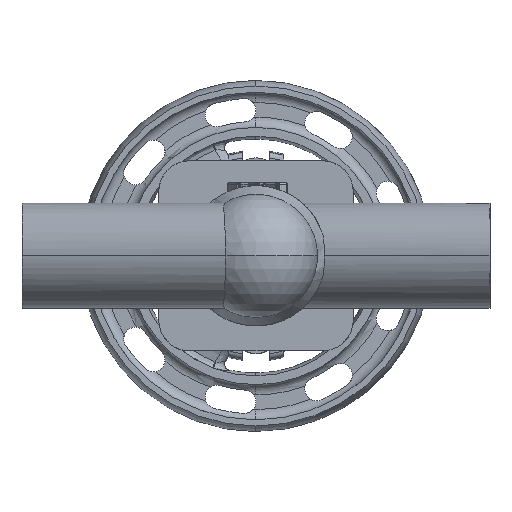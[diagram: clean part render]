
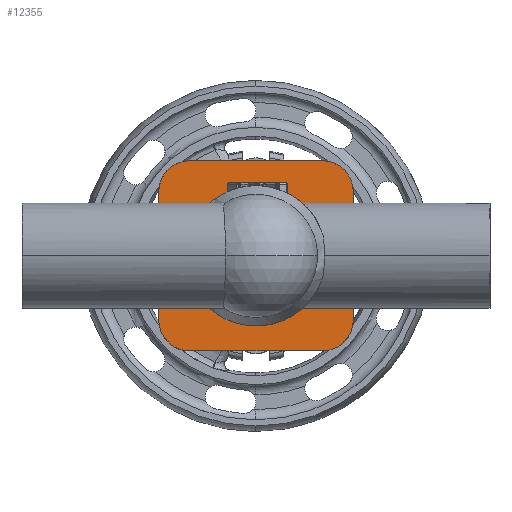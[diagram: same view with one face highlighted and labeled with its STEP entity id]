
A CAD part, front view. The second image highlights one B-rep face of the part: STEP entity #12355.
In plain terms, the highlighted planar face has unit normal (0, -1, 0).
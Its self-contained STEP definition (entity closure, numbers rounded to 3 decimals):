
#92 = LINE ( 'NONE', #22711, #13090 ) ;
#261 = VECTOR ( 'NONE', #24531, 1000. ) ;
#466 = ORIENTED_EDGE ( 'NONE', *, *, #6915, .T. ) ;
#549 = ORIENTED_EDGE ( 'NONE', *, *, #1777, .F. ) ;
#721 = DIRECTION ( 'NONE',  ( 1., 0., 0. ) ) ;
#961 = AXIS2_PLACEMENT_3D ( 'NONE', #10671, #28844, #13277 ) ;
#994 = CARTESIAN_POINT ( 'NONE',  ( 34.396, 30., 5.388 ) ) ;
#1069 =( BOUNDED_CURVE ( )  B_SPLINE_CURVE ( 3, ( #17247, #27714, #12171, #30348 ),
 .UNSPECIFIED., .F., .F. ) 
 B_SPLINE_CURVE_WITH_KNOTS ( ( 4, 4 ),
 ( 3.446, 3.847 ),
 .UNSPECIFIED. ) 
 CURVE ( )  GEOMETRIC_REPRESENTATION_ITEM ( )  RATIONAL_B_SPLINE_CURVE ( ( 1., 0.987, 0.987, 1. ) ) 
 REPRESENTATION_ITEM ( '' )  );
#1777 = EDGE_CURVE ( 'NONE', #20707, #23787, #7118, .T. ) ;
#1891 = CIRCLE ( 'NONE', #11091, 10.5 ) ;
#2229 = CARTESIAN_POINT ( 'NONE',  ( 22.709, 30., -22. ) ) ;
#2601 = AXIS2_PLACEMENT_3D ( 'NONE', #14920, #33090, #17496 ) ;
#3277 = ORIENTED_EDGE ( 'NONE', *, *, #27358, .F. ) ;
#3312 = VERTEX_POINT ( 'NONE', #25554 ) ;
#3440 = CARTESIAN_POINT ( 'NONE',  ( -34.773, 30., 0. ) ) ;
#3842 = VECTOR ( 'NONE', #28965, 1000. ) ;
#4462 = EDGE_CURVE ( 'NONE', #9172, #12521, #12579, .T. ) ;
#4800 = DIRECTION ( 'NONE',  ( 1., 0., 0. ) ) ;
#4994 = CARTESIAN_POINT ( 'NONE',  ( 0., 30., 0. ) ) ;
#6782 = CIRCLE ( 'NONE', #7796, 10.5 ) ;
#6915 = EDGE_CURVE ( 'NONE', #27029, #23787, #17652, .T. ) ;
#7118 = LINE ( 'NONE', #16723, #261 ) ;
#7598 = DIRECTION ( 'NONE',  ( 1., 0., 0. ) ) ;
#7796 = AXIS2_PLACEMENT_3D ( 'NONE', #30407, #14848, #33020 ) ;
#8025 = EDGE_CURVE ( 'NONE', #12521, #8042, #19843, .T. ) ;
#8042 = VERTEX_POINT ( 'NONE', #994 ) ;
#8091 = DIRECTION ( 'NONE',  ( -0.07, 0., 0.998 ) ) ;
#8206 = EDGE_CURVE ( 'NONE', #10619, #25642, #14334, .T. ) ;
#8296 = DIRECTION ( 'NONE',  ( 0., -1., 0. ) ) ;
#8848 = LINE ( 'NONE', #9281, #21837 ) ;
#8889 = FACE_OUTER_BOUND ( 'NONE', #17433, .T. ) ;
#9172 = VERTEX_POINT ( 'NONE', #31991 ) ;
#9281 = CARTESIAN_POINT ( 'NONE',  ( 32.5, 30., -32.5 ) ) ;
#10013 = AXIS2_PLACEMENT_3D ( 'NONE', #31818, #16253, #721 ) ;
#10153 = CARTESIAN_POINT ( 'NONE',  ( 33.183, 30., -22.732 ) ) ;
#10619 = VERTEX_POINT ( 'NONE', #12272 ) ;
#10671 = CARTESIAN_POINT ( 'NONE',  ( -22.709, 30., 22. ) ) ;
#10707 = VERTEX_POINT ( 'NONE', #23377 ) ;
#10971 = VECTOR ( 'NONE', #16705, 1000. ) ;
#11091 = AXIS2_PLACEMENT_3D ( 'NONE', #23835, #8296, #26450 ) ;
#11269 = ORIENTED_EDGE ( 'NONE', *, *, #23462, .T. ) ;
#12171 = CARTESIAN_POINT ( 'NONE',  ( 27.052, 30., -9.829 ) ) ;
#12272 = CARTESIAN_POINT ( 'NONE',  ( 22.709, 30., -32.5 ) ) ;
#12355 = ADVANCED_FACE ( 'NONE', ( #8889 ), #33404, .T. ) ;
#12521 = VERTEX_POINT ( 'NONE', #18820 ) ;
#12579 = CIRCLE ( 'NONE', #2601, 24. ) ;
#12644 = ORIENTED_EDGE ( 'NONE', *, *, #29342, .T. ) ;
#13090 = VECTOR ( 'NONE', #20167, 1000. ) ;
#13277 = DIRECTION ( 'NONE',  ( 1., 0., 0. ) ) ;
#14334 = CIRCLE ( 'NONE', #25347, 10.5 ) ;
#14786 = EDGE_CURVE ( 'NONE', #3312, #16228, #1891, .T. ) ;
#14848 = DIRECTION ( 'NONE',  ( 0., -1., 0. ) ) ;
#14920 = CARTESIAN_POINT ( 'NONE',  ( 0., 30., 0. ) ) ;
#15886 = CARTESIAN_POINT ( 'NONE',  ( -22.709, 30., -32.5 ) ) ;
#16228 = VERTEX_POINT ( 'NONE', #15886 ) ;
#16253 = DIRECTION ( 'NONE',  ( 0., 1., 0. ) ) ;
#16659 = ORIENTED_EDGE ( 'NONE', *, *, #14786, .T. ) ;
#16705 = DIRECTION ( 'NONE',  ( -1., 0., 0. ) ) ;
#16723 = CARTESIAN_POINT ( 'NONE',  ( -34.773, 30., 0. ) ) ;
#16731 = CARTESIAN_POINT ( 'NONE',  ( 22.709, 30., 32.5 ) ) ;
#17247 = CARTESIAN_POINT ( 'NONE',  ( 34.396, 30., -5.388 ) ) ;
#17281 = ORIENTED_EDGE ( 'NONE', *, *, #19284, .F. ) ;
#17433 = EDGE_LOOP ( 'NONE', ( #11269, #21701, #20134, #3277, #12644, #26441, #466, #549, #30802, #16659, #17281, #18292, #23232, #32708 ) ) ;
#17496 = DIRECTION ( 'NONE',  ( 1., 0., 0. ) ) ;
#17649 = LINE ( 'NONE', #26304, #3842 ) ;
#17652 = CIRCLE ( 'NONE', #961, 10.5 ) ;
#17836 = LINE ( 'NONE', #27143, #10971 ) ;
#18292 = ORIENTED_EDGE ( 'NONE', *, *, #8206, .T. ) ;
#18820 = CARTESIAN_POINT ( 'NONE',  ( 20.968, 30., 11.676 ) ) ;
#19000 = LINE ( 'NONE', #21022, #32043 ) ;
#19201 = VERTEX_POINT ( 'NONE', #29573 ) ;
#19284 = EDGE_CURVE ( 'NONE', #10619, #16228, #17836, .T. ) ;
#19512 = EDGE_CURVE ( 'NONE', #10707, #29454, #1069, .T. ) ;
#19843 =( BOUNDED_CURVE ( )  B_SPLINE_CURVE ( 3, ( #24231, #21408, #26634, #26849 ),
 .UNSPECIFIED., .F., .T. ) 
 B_SPLINE_CURVE_WITH_KNOTS ( ( 4, 4 ),
 ( 2.436, 2.838 ),
 .UNSPECIFIED. ) 
 CURVE ( )  GEOMETRIC_REPRESENTATION_ITEM ( )  RATIONAL_B_SPLINE_CURVE ( ( 1., 0.987, 0.987, 1. ) ) 
 REPRESENTATION_ITEM ( '' )  );
#20134 = ORIENTED_EDGE ( 'NONE', *, *, #8025, .T. ) ;
#20167 = DIRECTION ( 'NONE',  ( 0.07, 0., -0.998 ) ) ;
#20345 = DIRECTION ( 'NONE',  ( 0., -1., 0. ) ) ;
#20707 = VERTEX_POINT ( 'NONE', #3440 ) ;
#21022 = CARTESIAN_POINT ( 'NONE',  ( -32.5, 30., -32.5 ) ) ;
#21408 = CARTESIAN_POINT ( 'NONE',  ( 27.052, 30., 9.829 ) ) ;
#21636 = EDGE_CURVE ( 'NONE', #27029, #24135, #17649, .T. ) ;
#21701 = ORIENTED_EDGE ( 'NONE', *, *, #4462, .T. ) ;
#21837 = VECTOR ( 'NONE', #24783, 1000. ) ;
#22711 = CARTESIAN_POINT ( 'NONE',  ( 34.773, 30., 0. ) ) ;
#22905 = CIRCLE ( 'NONE', #10013, 24. ) ;
#23160 = DIRECTION ( 'NONE',  ( 0., -1., 0. ) ) ;
#23229 = CARTESIAN_POINT ( 'NONE',  ( 20.968, 30., -11.676 ) ) ;
#23232 = ORIENTED_EDGE ( 'NONE', *, *, #26604, .F. ) ;
#23377 = CARTESIAN_POINT ( 'NONE',  ( 34.396, 30., -5.388 ) ) ;
#23462 = EDGE_CURVE ( 'NONE', #29454, #9172, #22905, .T. ) ;
#23787 = VERTEX_POINT ( 'NONE', #33357 ) ;
#23835 = CARTESIAN_POINT ( 'NONE',  ( -22.709, 30., -22. ) ) ;
#24135 = VERTEX_POINT ( 'NONE', #16731 ) ;
#24231 = CARTESIAN_POINT ( 'NONE',  ( 20.968, 30., 11.676 ) ) ;
#24531 = DIRECTION ( 'NONE',  ( 0.07, 0., 0.998 ) ) ;
#24654 = AXIS2_PLACEMENT_3D ( 'NONE', #4994, #23160, #7598 ) ;
#24783 = DIRECTION ( 'NONE',  ( -0.07, 0., -0.998 ) ) ;
#25347 = AXIS2_PLACEMENT_3D ( 'NONE', #2229, #20345, #4800 ) ;
#25554 = CARTESIAN_POINT ( 'NONE',  ( -33.183, 30., -22.732 ) ) ;
#25642 = VERTEX_POINT ( 'NONE', #10153 ) ;
#26304 = CARTESIAN_POINT ( 'NONE',  ( 32.5, 30., 32.5 ) ) ;
#26441 = ORIENTED_EDGE ( 'NONE', *, *, #21636, .F. ) ;
#26450 = DIRECTION ( 'NONE',  ( 1., 0., 0. ) ) ;
#26604 = EDGE_CURVE ( 'NONE', #10707, #25642, #8848, .T. ) ;
#26634 = CARTESIAN_POINT ( 'NONE',  ( 31.588, 30., 7.704 ) ) ;
#26849 = CARTESIAN_POINT ( 'NONE',  ( 34.396, 30., 5.388 ) ) ;
#27029 = VERTEX_POINT ( 'NONE', #32759 ) ;
#27143 = CARTESIAN_POINT ( 'NONE',  ( 32.5, 30., -32.5 ) ) ;
#27358 = EDGE_CURVE ( 'NONE', #19201, #8042, #92, .T. ) ;
#27714 = CARTESIAN_POINT ( 'NONE',  ( 31.588, 30., -7.704 ) ) ;
#28646 = EDGE_CURVE ( 'NONE', #3312, #20707, #19000, .T. ) ;
#28844 = DIRECTION ( 'NONE',  ( 0., -1., 0. ) ) ;
#28965 = DIRECTION ( 'NONE',  ( 1., 0., 0. ) ) ;
#29342 = EDGE_CURVE ( 'NONE', #19201, #24135, #6782, .T. ) ;
#29454 = VERTEX_POINT ( 'NONE', #23229 ) ;
#29573 = CARTESIAN_POINT ( 'NONE',  ( 33.183, 30., 22.732 ) ) ;
#30348 = CARTESIAN_POINT ( 'NONE',  ( 20.968, 30., -11.676 ) ) ;
#30407 = CARTESIAN_POINT ( 'NONE',  ( 22.709, 30., 22. ) ) ;
#30802 = ORIENTED_EDGE ( 'NONE', *, *, #28646, .F. ) ;
#31818 = CARTESIAN_POINT ( 'NONE',  ( 0., 30., 0. ) ) ;
#31991 = CARTESIAN_POINT ( 'NONE',  ( -24., 30., 0. ) ) ;
#32043 = VECTOR ( 'NONE', #8091, 1000. ) ;
#32708 = ORIENTED_EDGE ( 'NONE', *, *, #19512, .T. ) ;
#32759 = CARTESIAN_POINT ( 'NONE',  ( -22.709, 30., 32.5 ) ) ;
#33020 = DIRECTION ( 'NONE',  ( 1., 0., 0. ) ) ;
#33090 = DIRECTION ( 'NONE',  ( 0., 1., 0. ) ) ;
#33357 = CARTESIAN_POINT ( 'NONE',  ( -33.183, 30., 22.732 ) ) ;
#33404 = PLANE ( 'NONE',  #24654 ) ;
